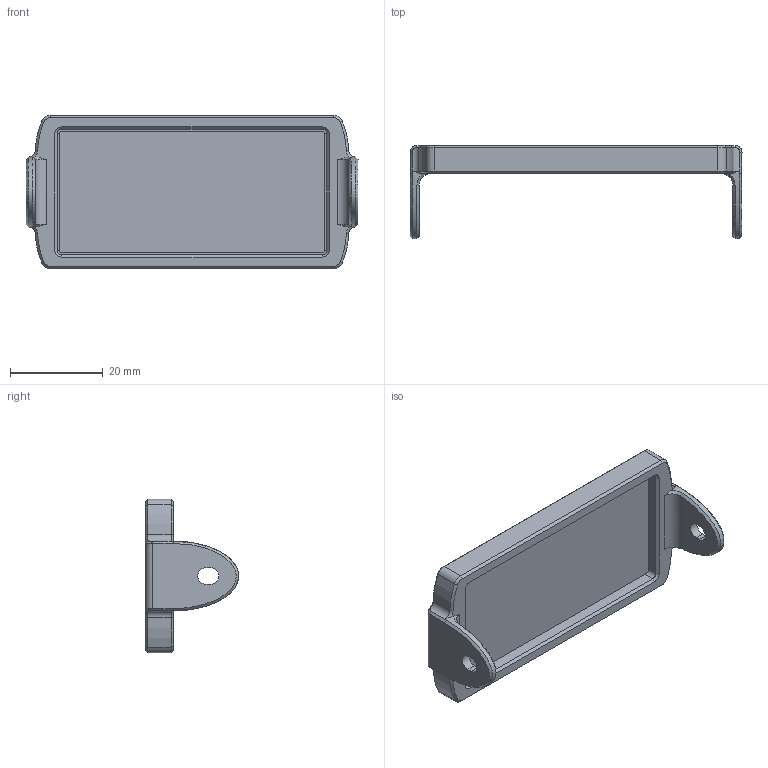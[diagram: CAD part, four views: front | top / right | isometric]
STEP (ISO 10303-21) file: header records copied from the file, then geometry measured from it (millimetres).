
FILE_DESCRIPTION((''),'2;1');
FILE_NAME('195708_ASM','2016-10-24T',('pdmadmin'),('BANNER ENGINEERING'),'CREO PARAMETRIC BY PTC INC, 2016260','CREO PARAMETRIC BY PTC INC, 2016260','');
FILE_SCHEMA(('CONFIG_CONTROL_DESIGN'));
Length unit declared in the file: millimetre
Products named in the file (5): 195524; 193513; 190631; 195709_ASM; 195708_ASM
Assembly tree (5 placements, depth 3):
  195708_ASM
    195709_ASM
      195524
      193513  x2
      190631
Bounding box: 71.4 x 20 x 33 mm (x, y, z)
Volume: 7916.6 mm3; surface area: 8429.5 mm2
Topology: 4 solids, 4 shells, 143 faces, 338 edges, 204 vertices
Faces by surface type: plane 63, cone 38, cylinder 28, bspline 12, extrusion 2
Entity records: 5050 total; most frequent: CARTESIAN_POINT 1812, ORIENTED_EDGE 652, DIRECTION 640, EDGE_CURVE 326, AXIS2_PLACEMENT_3D 221, VECTOR 198, LINE 196, VERTEX_POINT 196
